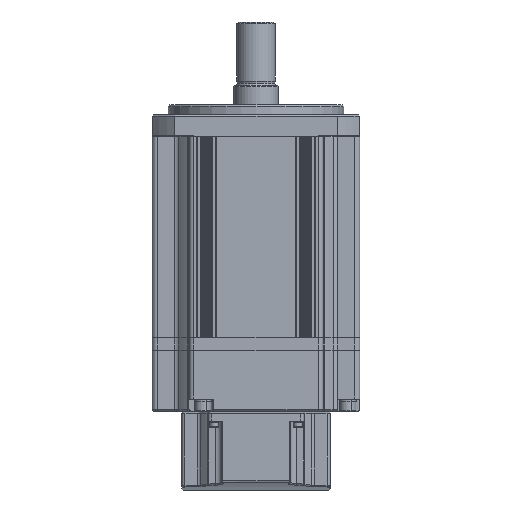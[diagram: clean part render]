
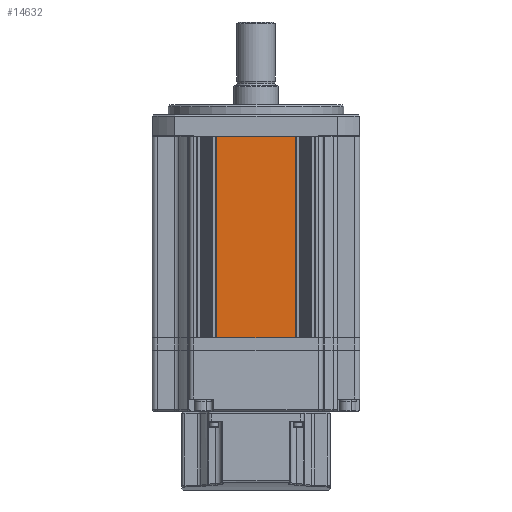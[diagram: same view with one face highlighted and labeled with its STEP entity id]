
A CAD part, front view. The second image highlights one B-rep face of the part: STEP entity #14632.
In plain terms, the highlighted planar face has unit normal (0, -1, 0).
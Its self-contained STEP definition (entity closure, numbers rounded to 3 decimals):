
#12358 = EDGE_CURVE ( 'NONE', #75055, #74990, #44032, .T. ) ;
#12362 = EDGE_CURVE ( 'NONE', #27398, #75055, #44036, .T. ) ;
#12387 = EDGE_CURVE ( 'NONE', #26017, #74990, #44151, .T. ) ;
#13022 = EDGE_CURVE ( 'NONE', #27398, #26017, #51754, .T. ) ;
#14632 = ADVANCED_FACE ( 'NONE', ( #47196 ), #47228, .F. ) ;
#18610 = VECTOR ( 'NONE', #51811, 1000. ) ;
#20503 = EDGE_LOOP ( 'NONE', ( #99558, #99521, #99577, #99766 ) ) ;
#26017 = VERTEX_POINT ( 'NONE', #81020 ) ;
#27398 = VERTEX_POINT ( 'NONE', #78871 ) ;
#36799 = CARTESIAN_POINT ( 'NONE',  ( 24.5, -65., -136. ) ) ;
#36873 = CARTESIAN_POINT ( 'NONE',  ( -24.5, -65., -136. ) ) ;
#44027 = DIRECTION ( 'NONE',  ( 1., 0., 0. ) ) ;
#44032 = LINE ( 'NONE', #44053, #88151 ) ;
#44036 = LINE ( 'NONE', #44060, #88194 ) ;
#44053 = CARTESIAN_POINT ( 'NONE',  ( 24.5, -65., -136. ) ) ;
#44060 = CARTESIAN_POINT ( 'NONE',  ( -24.5, -65., -10. ) ) ;
#44066 = DIRECTION ( 'NONE',  ( 0., 0., -1. ) ) ;
#44147 = CARTESIAN_POINT ( 'NONE',  ( 24.5, -65., -10. ) ) ;
#44151 = LINE ( 'NONE', #44147, #88286 ) ;
#44160 = DIRECTION ( 'NONE',  ( 0., 0., -1. ) ) ;
#45935 = AXIS2_PLACEMENT_3D ( 'NONE', #47214, #47220, #47223 ) ;
#47196 = FACE_OUTER_BOUND ( 'NONE', #20503, .T. ) ;
#47214 = CARTESIAN_POINT ( 'NONE',  ( 24.5, -65., -10. ) ) ;
#47220 = DIRECTION ( 'NONE',  ( 0., 1., 0. ) ) ;
#47223 = DIRECTION ( 'NONE',  ( 0., 0., 1. ) ) ;
#47228 = PLANE ( 'NONE',  #45935 ) ;
#51754 = LINE ( 'NONE', #51841, #18610 ) ;
#51811 = DIRECTION ( 'NONE',  ( 1., 0., 0. ) ) ;
#51841 = CARTESIAN_POINT ( 'NONE',  ( 24.5, -65., -10. ) ) ;
#74990 = VERTEX_POINT ( 'NONE', #36799 ) ;
#75055 = VERTEX_POINT ( 'NONE', #36873 ) ;
#78871 = CARTESIAN_POINT ( 'NONE',  ( -24.5, -65., -10. ) ) ;
#81020 = CARTESIAN_POINT ( 'NONE',  ( 24.5, -65., -10. ) ) ;
#88151 = VECTOR ( 'NONE', #44027, 1000. ) ;
#88194 = VECTOR ( 'NONE', #44066, 1000. ) ;
#88286 = VECTOR ( 'NONE', #44160, 1000. ) ;
#99521 = ORIENTED_EDGE ( 'NONE', *, *, #12387, .F. ) ;
#99558 = ORIENTED_EDGE ( 'NONE', *, *, #12358, .T. ) ;
#99577 = ORIENTED_EDGE ( 'NONE', *, *, #13022, .F. ) ;
#99766 = ORIENTED_EDGE ( 'NONE', *, *, #12362, .T. ) ;
